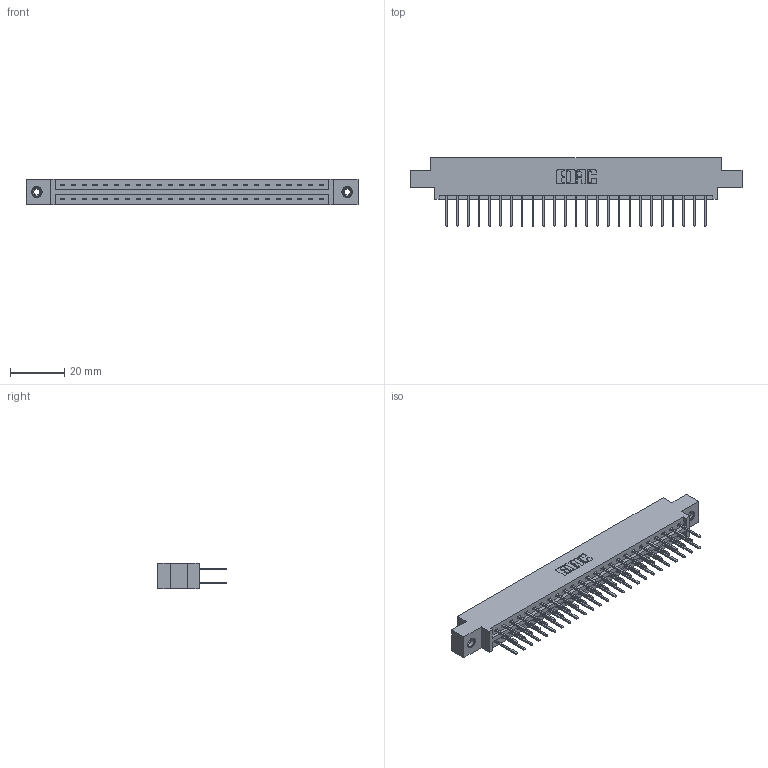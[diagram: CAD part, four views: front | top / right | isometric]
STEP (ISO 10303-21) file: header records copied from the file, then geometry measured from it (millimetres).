
FILE_DESCRIPTION (( 'STEP AP203' ), '1' );
FILE_NAME ('387-050-523-808.STEP', '2018-09-20T07:44:35', ( '' ), ( '' ), 'SwSTEP 2.0', 'SolidWorks 2016', '' );
FILE_SCHEMA (( 'CONFIG_CONTROL_DESIGN' ));
Length unit declared in the file: inch
Products named in the file (4): 337 Part_0.170 Offset - 0.156 Dia-TI; 345-292-001_345-293-123; 345-250-001_345-250-003-102; 387-050-523-808
Assembly tree (53 placements, depth 2):
  387-050-523-808
    337 Part_0.170 Offset - 0.156 Dia-TI
    345-292-001_345-293-123  x50
    345-250-001_345-250-003-102  x2
Bounding box: 122.07 x 25.15 x 9.4 mm (x, y, z)
Volume: 12617.1 mm3; surface area: 14717.4 mm2
Topology: 53 solids, 53 shells, 2878 faces, 8509 edges, 5598 vertices
Faces by surface type: plane 2006, cylinder 856, cone 12, torus 4
Entity records: 22918 total; most frequent: CARTESIAN_POINT 3857, ORIENTED_EDGE 3786, DIRECTION 3343, EDGE_CURVE 1893, VECTOR 1745, LINE 1745, VERTEX_POINT 1256, AXIS2_PLACEMENT_3D 799
